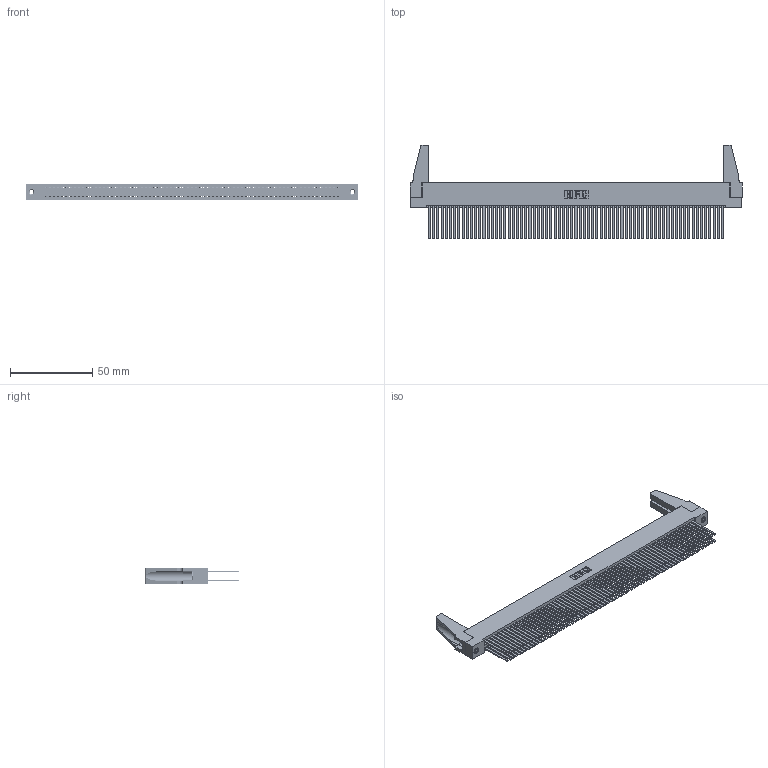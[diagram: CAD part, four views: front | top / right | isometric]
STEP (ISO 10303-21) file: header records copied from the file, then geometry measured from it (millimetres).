
FILE_DESCRIPTION (( 'STEP AP203' ), '1' );
FILE_NAME ('345-142-544-288.STEP', '2019-11-09T03:50:32', ( '' ), ( '' ), 'SwSTEP 2.0', 'SolidWorks 2016', '' );
FILE_SCHEMA (( 'CONFIG_CONTROL_DESIGN' ));
Length unit declared in the file: inch
Products named in the file (5): 345-220-078_345-220-088; 345-250-001_345-250-001-102; 345 Part_Flush Mounting Lugs - 0.156 Dia-TH; 345-292-001_345-293-144; 345-142-544-288
Assembly tree (147 placements, depth 2):
  345-142-544-288
    345 Part_Flush Mounting Lugs - 0.156 Dia-TH
    345-292-001_345-293-144  x142
    345-250-001_345-250-001-102  x2
    345-220-078_345-220-088  x2
Bounding box: 201.57 x 56.82 x 9.4 mm (x, y, z)
Volume: 25093.4 mm3; surface area: 41802.5 mm2
Topology: 147 solids, 147 shells, 6498 faces, 19257 edges, 12638 vertices
Faces by surface type: plane 4270, cylinder 2212, cone 12, torus 4
Entity records: 53768 total; most frequent: CARTESIAN_POINT 8978, ORIENTED_EDGE 8872, DIRECTION 7884, EDGE_CURVE 4436, VECTOR 3982, LINE 3982, VERTEX_POINT 2950, AXIS2_PLACEMENT_3D 1951
